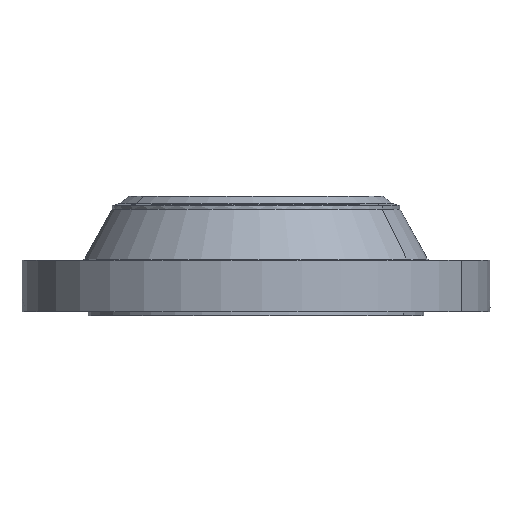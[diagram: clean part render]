
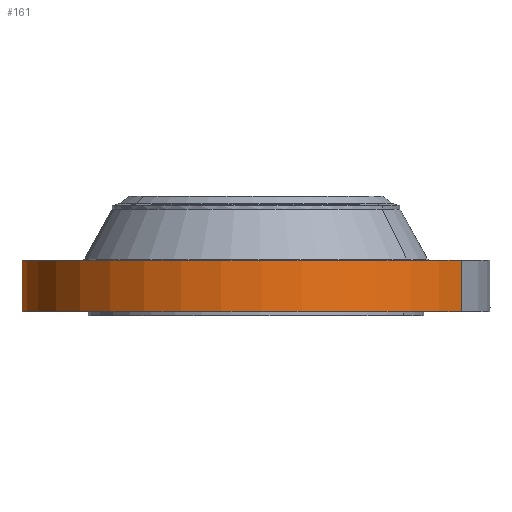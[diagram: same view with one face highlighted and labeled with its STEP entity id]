
A CAD part, left-side view. The second image highlights one B-rep face of the part: STEP entity #161.
In plain terms, the highlighted cylindrical face has radius 371.475 mm (diameter 742.95 mm), a partial arc.
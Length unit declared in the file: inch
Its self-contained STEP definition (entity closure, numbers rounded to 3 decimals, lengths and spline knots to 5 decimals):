
#38=AXIS2_PLACEMENT_3D('Cylinder Axis2P3D',#35,#36,#37) ;
#42=AXIS2_PLACEMENT_3D('Circle Axis2P3D',#40,#41,$) ;
#58=AXIS2_PLACEMENT_3D('Circle Axis2P3D',#56,#57,$) ;
#35=CARTESIAN_POINT('Axis2P3D Location',(0.,0.,3.75)) ;
#40=CARTESIAN_POINT('Axis2P3D Location',(0.,0.,0.25)) ;
#44=CARTESIAN_POINT('Vertex',(-7.0116,-12.83464,0.25)) ;
#46=CARTESIAN_POINT('Vertex',(7.0116,12.83464,0.25)) ;
#49=CARTESIAN_POINT('Line Origine',(-7.0116,-12.83464,1.875)) ;
#53=CARTESIAN_POINT('Vertex',(-7.0116,-12.83464,3.5)) ;
#56=CARTESIAN_POINT('Axis2P3D Location',(0.,0.,3.5)) ;
#60=CARTESIAN_POINT('Vertex',(7.0116,12.83464,3.5)) ;
#63=CARTESIAN_POINT('Line Origine',(7.0116,12.83464,1.875)) ;
#75=CARTESIAN_POINT('Control Point',(-0.00072,14.625,1.29412)) ;
#76=CARTESIAN_POINT('Control Point',(-0.01902,14.625,1.29408)) ;
#77=CARTESIAN_POINT('Control Point',(-0.03732,14.62496,1.29262)) ;
#78=CARTESIAN_POINT('Control Point',(-0.0554,14.6249,1.28976)) ;
#79=CARTESIAN_POINT('Vertex',(-0.00072,14.625,1.29412)) ;
#81=CARTESIAN_POINT('Vertex',(-0.05539,14.6249,1.28976)) ;
#85=CARTESIAN_POINT('Control Point',(-0.05539,14.6249,1.28976)) ;
#86=CARTESIAN_POINT('Control Point',(-0.09579,14.62474,1.28532)) ;
#87=CARTESIAN_POINT('Control Point',(-0.13555,14.62442,1.27353)) ;
#88=CARTESIAN_POINT('Control Point',(-0.17216,14.62399,1.25517)) ;
#89=CARTESIAN_POINT('Vertex',(-0.17216,14.62399,1.25517)) ;
#93=CARTESIAN_POINT('Control Point',(-0.03097,14.62497,0.53119)) ;
#94=CARTESIAN_POINT('Control Point',(-0.0961,14.62483,0.53943)) ;
#95=CARTESIAN_POINT('Control Point',(-0.15917,14.62433,0.56129)) ;
#96=CARTESIAN_POINT('Control Point',(-0.21622,14.62353,0.5961)) ;
#97=CARTESIAN_POINT('Control Point',(-0.28857,14.62222,0.66419)) ;
#98=CARTESIAN_POINT('Control Point',(-0.33612,14.62115,0.74864)) ;
#99=CARTESIAN_POINT('Control Point',(-0.34916,14.62084,0.7787)) ;
#100=CARTESIAN_POINT('Control Point',(-0.37137,14.62029,0.84895)) ;
#101=CARTESIAN_POINT('Control Point',(-0.37685,14.62014,0.92213)) ;
#102=CARTESIAN_POINT('Control Point',(-0.37459,14.6202,0.96295)) ;
#103=CARTESIAN_POINT('Control Point',(-0.3562,14.62068,1.06068)) ;
#104=CARTESIAN_POINT('Control Point',(-0.3079,14.6218,1.14787)) ;
#105=CARTESIAN_POINT('Control Point',(-0.26966,14.62261,1.19315)) ;
#106=CARTESIAN_POINT('Control Point',(-0.22344,14.62338,1.22946)) ;
#107=CARTESIAN_POINT('Control Point',(-0.17216,14.62399,1.25517)) ;
#108=CARTESIAN_POINT('Vertex',(-0.03097,14.62497,0.53119)) ;
#112=CARTESIAN_POINT('Control Point',(-0.03097,14.62497,0.53119)) ;
#113=CARTESIAN_POINT('Control Point',(-0.02064,14.62499,0.53087)) ;
#114=CARTESIAN_POINT('Control Point',(-0.01031,14.625,0.53094)) ;
#115=CARTESIAN_POINT('Control Point',(0.,14.625,0.53137)) ;
#116=CARTESIAN_POINT('Vertex',(0.,14.625,0.53137)) ;
#120=CARTESIAN_POINT('Control Point',(0.19266,14.62373,0.58734)) ;
#121=CARTESIAN_POINT('Control Point',(0.14902,14.62431,0.562)) ;
#122=CARTESIAN_POINT('Control Point',(0.10112,14.62476,0.54377)) ;
#123=CARTESIAN_POINT('Control Point',(0.05081,14.625,0.53353)) ;
#124=CARTESIAN_POINT('Control Point',(0.,14.625,0.53137)) ;
#125=CARTESIAN_POINT('Vertex',(0.19266,14.62373,0.58734)) ;
#129=CARTESIAN_POINT('Control Point',(0.19266,14.62373,0.58734)) ;
#130=CARTESIAN_POINT('Control Point',(0.24952,14.62298,0.62036)) ;
#131=CARTESIAN_POINT('Control Point',(0.29962,14.62205,0.66469)) ;
#132=CARTESIAN_POINT('Control Point',(0.33982,14.62109,0.71879)) ;
#133=CARTESIAN_POINT('Control Point',(0.38411,14.61997,0.81696)) ;
#134=CARTESIAN_POINT('Control Point',(0.39272,14.61972,0.92224)) ;
#135=CARTESIAN_POINT('Control Point',(0.39062,14.61978,0.96239)) ;
#136=CARTESIAN_POINT('Control Point',(0.37649,14.62017,1.03728)) ;
#137=CARTESIAN_POINT('Control Point',(0.34439,14.62096,1.1057)) ;
#138=CARTESIAN_POINT('Control Point',(0.32533,14.6214,1.13612)) ;
#139=CARTESIAN_POINT('Control Point',(0.26358,14.62273,1.2126)) ;
#140=CARTESIAN_POINT('Control Point',(0.18041,14.62404,1.26561)) ;
#141=CARTESIAN_POINT('Control Point',(0.12157,14.62469,1.28767)) ;
#142=CARTESIAN_POINT('Control Point',(0.0603,14.625,1.29711)) ;
#143=CARTESIAN_POINT('Control Point',(-0.00003,14.625,1.29415)) ;
#144=CARTESIAN_POINT('Vertex',(-0.00003,14.625,1.29415)) ;
#148=CARTESIAN_POINT('Control Point',(-0.00072,14.625,1.29412)) ;
#149=CARTESIAN_POINT('Control Point',(-0.00037,14.625,1.29414)) ;
#150=CARTESIAN_POINT('Control Point',(-0.00003,14.625,1.29415)) ;
#36=DIRECTION('Axis2P3D Direction',(0.,0.,-0.039)) ;
#37=DIRECTION('Axis2P3D XDirection',(0.019,0.035,0.)) ;
#41=DIRECTION('Axis2P3D Direction',(0.,0.,-0.039)) ;
#50=DIRECTION('Vector Direction',(0.,0.,-0.039)) ;
#57=DIRECTION('Axis2P3D Direction',(0.,0.,-0.039)) ;
#64=DIRECTION('Vector Direction',(0.,0.,-0.039)) ;
#51=VECTOR('Line Direction',#50,0.03937) ;
#65=VECTOR('Line Direction',#64,0.03937) ;
#69=ORIENTED_EDGE('',*,*,#48,.F.) ;
#70=ORIENTED_EDGE('',*,*,#55,.T.) ;
#71=ORIENTED_EDGE('',*,*,#62,.T.) ;
#72=ORIENTED_EDGE('',*,*,#67,.F.) ;
#153=ORIENTED_EDGE('',*,*,#83,.T.) ;
#154=ORIENTED_EDGE('',*,*,#91,.T.) ;
#155=ORIENTED_EDGE('',*,*,#110,.F.) ;
#156=ORIENTED_EDGE('',*,*,#118,.T.) ;
#157=ORIENTED_EDGE('',*,*,#127,.F.) ;
#158=ORIENTED_EDGE('',*,*,#146,.T.) ;
#159=ORIENTED_EDGE('',*,*,#151,.F.) ;
#160=FACE_BOUND('',#152,.T.) ;
#161=ADVANCED_FACE('PartBody',(#73,#160),#39,.T.) ;
#74=B_SPLINE_CURVE_WITH_KNOTS('',3,(#75,#76,#77,#78),.UNSPECIFIED.,.F.,.U.,(4,4),(34.61656,36.64725),.UNSPECIFIED.) ;
#84=B_SPLINE_CURVE_WITH_KNOTS('',3,(#85,#86,#87,#88),.UNSPECIFIED.,.F.,.U.,(4,4),(0.,4.56688),.UNSPECIFIED.) ;
#92=B_SPLINE_CURVE_WITH_KNOTS('',5,(#93,#94,#95,#96,#97,#98,#99,#100,#101,#102,#103,#104,#105,#106,#107),.UNSPECIFIED.,.F.,.U.,(6,3,3,3,6),(0.,11.4086,17.25127,24.61382,35.27435),.UNSPECIFIED.) ;
#111=B_SPLINE_CURVE_WITH_KNOTS('',3,(#112,#113,#114,#115),.UNSPECIFIED.,.F.,.U.,(4,4),(0.,1.0774),.UNSPECIFIED.) ;
#119=B_SPLINE_CURVE_WITH_KNOTS('',4,(#120,#121,#122,#123,#124),.UNSPECIFIED.,.F.,.U.,(5,5),(0.,7.07947),.UNSPECIFIED.) ;
#128=B_SPLINE_CURVE_WITH_KNOTS('',5,(#129,#130,#131,#132,#133,#134,#135,#136,#137,#138,#139,#140,#141,#142,#143),.UNSPECIFIED.,.F.,.U.,(6,3,3,3,6),(0.,11.52843,18.60146,25.01954,36.29655),.UNSPECIFIED.) ;
#147=B_SPLINE_CURVE_WITH_KNOTS('',2,(#148,#149,#150),.UNSPECIFIED.,.F.,.U.,(3,3),(1.02315,1.04895),.UNSPECIFIED.) ;
#43=CIRCLE('generated circle',#42,14.625) ;
#59=CIRCLE('generated circle',#58,14.625) ;
#39=CYLINDRICAL_SURFACE('generated cylinder',#38,14.625) ;
#48=EDGE_CURVE('',#45,#47,#43,.T.) ;
#55=EDGE_CURVE('',#45,#54,#52,.F.) ;
#62=EDGE_CURVE('',#54,#61,#59,.T.) ;
#67=EDGE_CURVE('',#47,#61,#66,.F.) ;
#83=EDGE_CURVE('',#80,#82,#74,.T.) ;
#91=EDGE_CURVE('',#82,#90,#84,.T.) ;
#110=EDGE_CURVE('',#109,#90,#92,.T.) ;
#118=EDGE_CURVE('',#109,#117,#111,.T.) ;
#127=EDGE_CURVE('',#126,#117,#119,.T.) ;
#146=EDGE_CURVE('',#126,#145,#128,.T.) ;
#151=EDGE_CURVE('',#80,#145,#147,.T.) ;
#68=EDGE_LOOP('',(#69,#70,#71,#72)) ;
#152=EDGE_LOOP('',(#153,#154,#155,#156,#157,#158,#159)) ;
#73=FACE_OUTER_BOUND('',#68,.T.) ;
#52=LINE('Line',#49,#51) ;
#66=LINE('Line',#63,#65) ;
#45=VERTEX_POINT('',#44) ;
#47=VERTEX_POINT('',#46) ;
#54=VERTEX_POINT('',#53) ;
#61=VERTEX_POINT('',#60) ;
#80=VERTEX_POINT('',#79) ;
#82=VERTEX_POINT('',#81) ;
#90=VERTEX_POINT('',#89) ;
#109=VERTEX_POINT('',#108) ;
#117=VERTEX_POINT('',#116) ;
#126=VERTEX_POINT('',#125) ;
#145=VERTEX_POINT('',#144) ;
